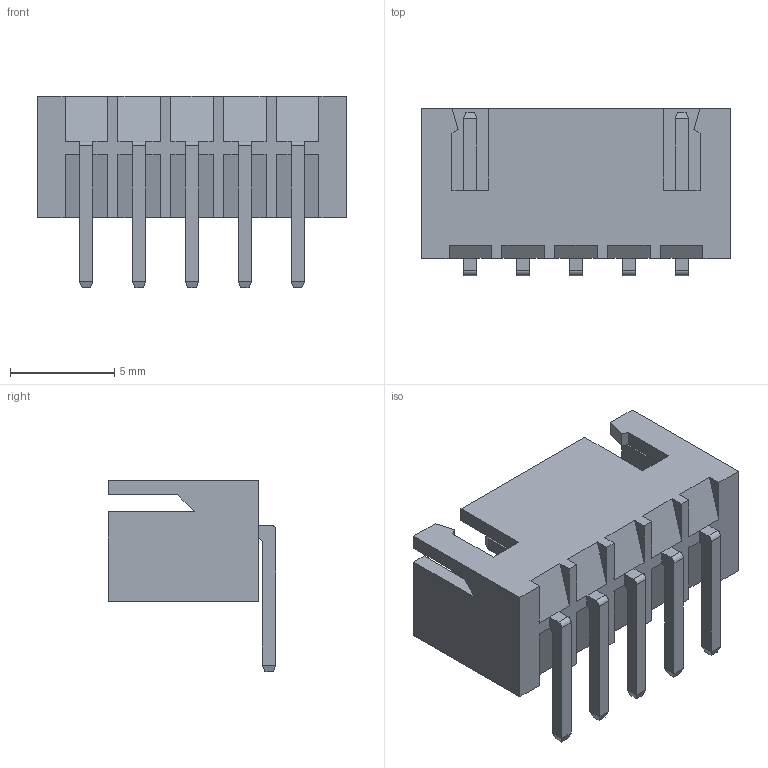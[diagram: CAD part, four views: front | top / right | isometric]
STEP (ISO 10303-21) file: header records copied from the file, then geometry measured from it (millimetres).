
FILE_DESCRIPTION(/* description */ ('Unknown'),/* implementation_level */ '2;1');
FILE_NAME(/* name */ 'JST - XH - Thru (R) - 5Pin - 2.54mm',/* time_stamp */ '2018-11-26T21:22:24-05:00',/* author */ ('Unknown'),/* organization */ ('Unknown'),/* preprocessor_version */ 'ST-DEVELOPER v16.7',/* originating_system */ 'DEX',/* authorisation */ $);
FILE_SCHEMA (('AUTOMOTIVE_DESIGN {1 0 10303 214 3 1 1}'));
Length unit declared in the file: millimetre
Products named in the file (1): JST - XH - Thru (R) - 5Pin - 2.54mm
Bounding box: 14.83 x 8.04 x 9.22 mm (x, y, z)
Volume: 236.2 mm3; surface area: 866 mm2
Topology: 1 solids, 21 shells, 341 faces, 822 edges, 528 vertices
Faces by surface type: plane 291, bspline 40, cylinder 10
Entity records: 13402 total; most frequent: CARTESIAN_POINT 3710, ORIENTED_EDGE 1636, DIRECTION 1176, EDGE_CURVE 818, LINE 532, VECTOR 532, VERTEX_POINT 528, EDGE_LOOP 362
